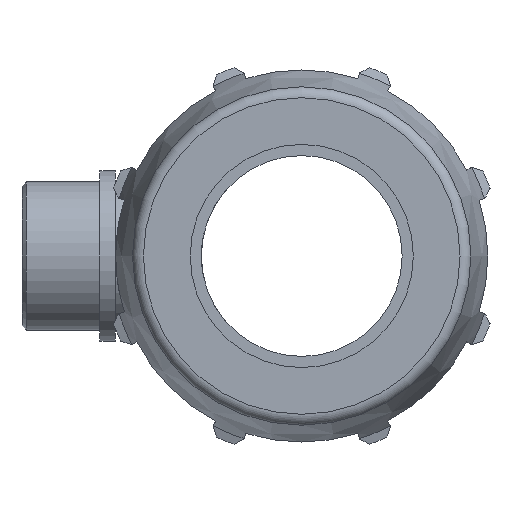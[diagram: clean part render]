
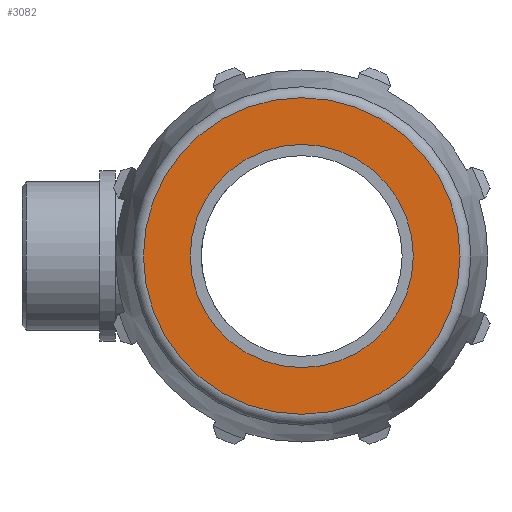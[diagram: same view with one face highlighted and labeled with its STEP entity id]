
A CAD part, left-side view. The second image highlights one B-rep face of the part: STEP entity #3082.
In plain terms, the highlighted planar face has unit normal (-1, 0, 0).
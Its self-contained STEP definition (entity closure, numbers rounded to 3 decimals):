
#57=PLANE('',#3316);
#224=CIRCLE('',#3315,44.699);
#225=CIRCLE('',#3317,31.5);
#796=FACE_BOUND('',#1087,.T.);
#904=FACE_OUTER_BOUND('',#1086,.T.);
#1086=EDGE_LOOP('',(#2344));
#1087=EDGE_LOOP('',(#2345));
#1358=VERTEX_POINT('',#4901);
#1359=VERTEX_POINT('',#4904);
#1719=EDGE_CURVE('',#1358,#1358,#224,.T.);
#1720=EDGE_CURVE('',#1359,#1359,#225,.T.);
#2344=ORIENTED_EDGE('',*,*,#1719,.T.);
#2345=ORIENTED_EDGE('',*,*,#1720,.T.);
#3082=ADVANCED_FACE('',(#904,#796),#57,.F.);
#3315=AXIS2_PLACEMENT_3D('',#4902,#3868,#3869);
#3316=AXIS2_PLACEMENT_3D('',#4903,#3870,#3871);
#3317=AXIS2_PLACEMENT_3D('',#4905,#3872,#3873);
#3868=DIRECTION('center_axis',(-1.,0.,0.));
#3869=DIRECTION('ref_axis',(0.,-1.,0.));
#3870=DIRECTION('center_axis',(1.,0.,0.));
#3871=DIRECTION('ref_axis',(0.,0.,-1.));
#3872=DIRECTION('center_axis',(1.,0.,0.));
#3873=DIRECTION('ref_axis',(0.,0.,-1.));
#4901=CARTESIAN_POINT('',(-134.,44.699,0.));
#4902=CARTESIAN_POINT('Origin',(-134.,0.,0.));
#4903=CARTESIAN_POINT('Origin',(-134.,31.5,0.));
#4904=CARTESIAN_POINT('',(-134.,31.5,0.));
#4905=CARTESIAN_POINT('Origin',(-134.,0.,0.));
